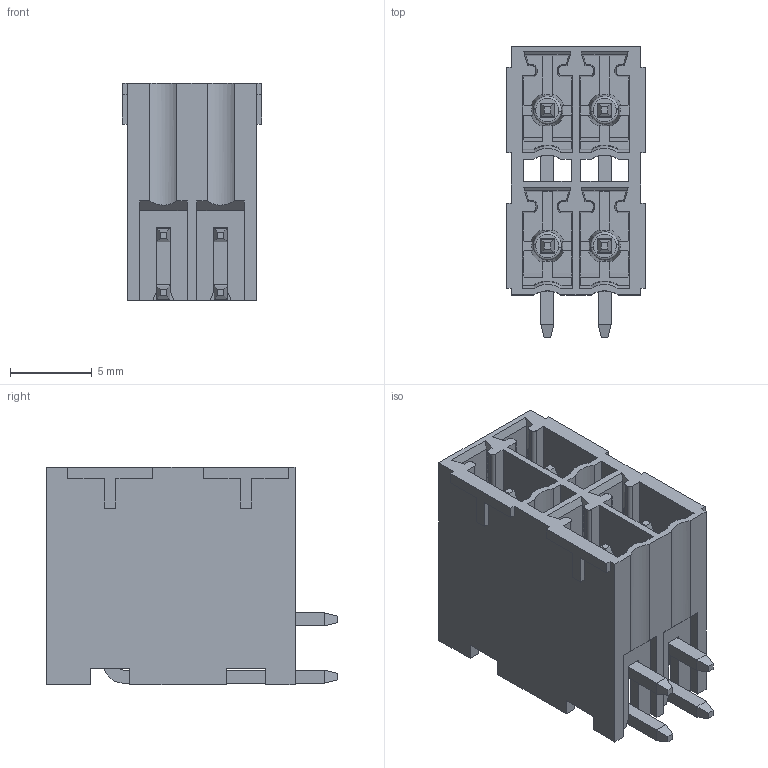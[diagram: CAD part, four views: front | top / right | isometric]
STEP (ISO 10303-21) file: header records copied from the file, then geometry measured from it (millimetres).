
FILE_DESCRIPTION (( 'STEP AP214' ), '1' );
FILE_NAME ('CUI_DEVICES_TBP03R12-350-02BK.step', '2021-12-16T01:00:51', ( '' ), ( '' ), 'SwSTEP 2.0', 'SolidWorks 2021', '' );
FILE_SCHEMA (( 'AUTOMOTIVE_DESIGN' ));
Length unit declared in the file: millimetre
Products named in the file (1): CUI_DEVICES_TBP03R12-350-02BK
Bounding box: 8.5 x 17.8 x 13.3 mm (x, y, z)
Volume: 763.2 mm3; surface area: 2290.7 mm2
Topology: 1 solids, 1 shells, 508 faces, 1406 edges, 912 vertices
Faces by surface type: plane 452, cone 36, cylinder 12, torus 8
Entity records: 17104 total; most frequent: CARTESIAN_POINT 3217, ORIENTED_EDGE 2812, DIRECTION 2468, EDGE_CURVE 1406, VECTOR 1158, LINE 1158, VERTEX_POINT 912, AXIS2_PLACEMENT_3D 655
